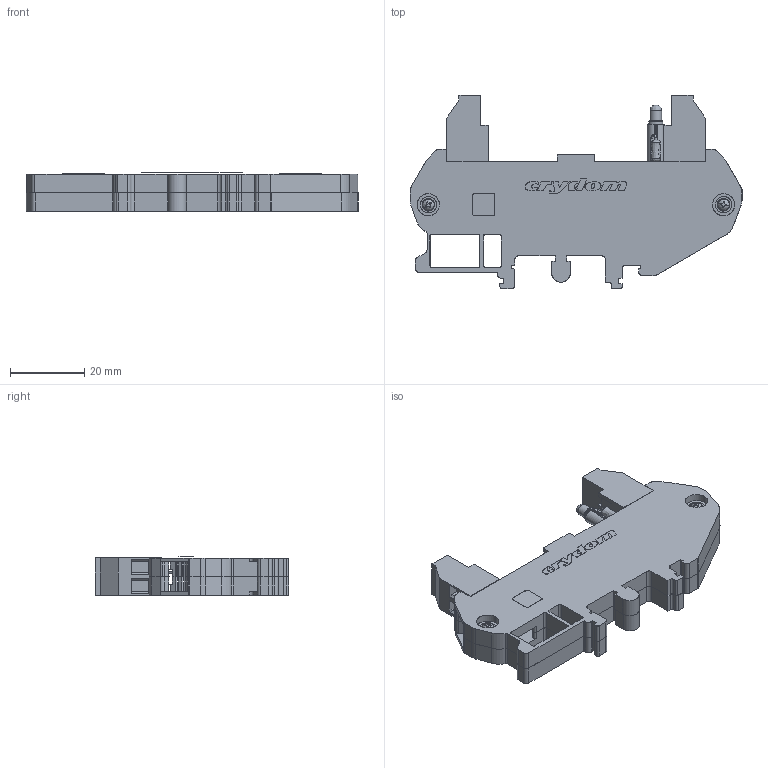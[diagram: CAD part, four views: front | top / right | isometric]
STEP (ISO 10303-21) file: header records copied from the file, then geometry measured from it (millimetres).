
FILE_DESCRIPTION (( 'STEP AP214' ), '1' );
FILE_NAME ('107605.STEP', '2016-12-08T19:58:28', ( '' ), ( '' ), 'SwSTEP 2.0', 'SolidWorks 2015', '' );
FILE_SCHEMA (( 'AUTOMOTIVE_DESIGN' ));
Length unit declared in the file: inch
Products named in the file (1): 107605
Bounding box: 89.64 x 52.3 x 10.46 mm (x, y, z)
Surface area: 15483.6 mm2 (no closed solid volume)
Topology: 0 solids, 545 shells, 585 faces, 3615 edges, 3577 vertices
Faces by surface type: plane 397, cylinder 146, bspline 38, sphere 2, cone 2
Entity records: 47350 total; most frequent: CARTESIAN_POINT 14444, DIRECTION 4354, ORIENTED_EDGE 3685, EDGE_CURVE 3615, VERTEX_POINT 3577, LINE 2588, VECTOR 2588, AXIS2_PLACEMENT_3D 883
